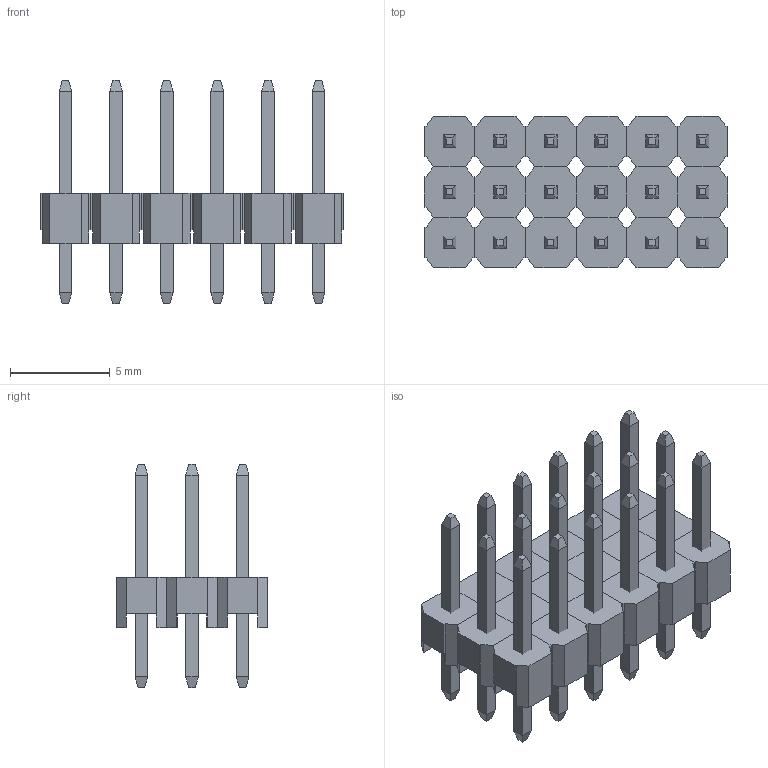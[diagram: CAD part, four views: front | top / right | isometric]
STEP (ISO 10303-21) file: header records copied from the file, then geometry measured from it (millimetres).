
FILE_DESCRIPTION(('FreeCAD Model'),'2;1');
FILE_NAME('3x6-male-pin-header.step', '2014-12-28T21:16:42',('FreeCAD'),('FreeCAD'), 'Open CASCADE STEP processor 6.7','FreeCAD','Unknown');
FILE_SCHEMA(('AUTOMOTIVE_DESIGN_CC2 { 1 2 10303 214 -1 1 5 4 }'));
Length unit declared in the file: millimetre
Products named in the file (1): 3x6-male-pin-header
Bounding box: 15.24 x 7.62 x 11.2 mm (x, y, z)
Volume: 300 mm3; surface area: 1155.8 mm2
Topology: 36 solids, 36 shells, 648 faces, 1512 edges, 936 vertices
Faces by surface type: plane 504, bspline 144
Entity records: 41311 total; most frequent: CARTESIAN_POINT 7165, DIRECTION 4934, LINE 3924, VECTOR 3924, ORIENTED_EDGE 3024, PCURVE 3024, DEFINITIONAL_REPRESENTATION 3024, EDGE_CURVE 1512
